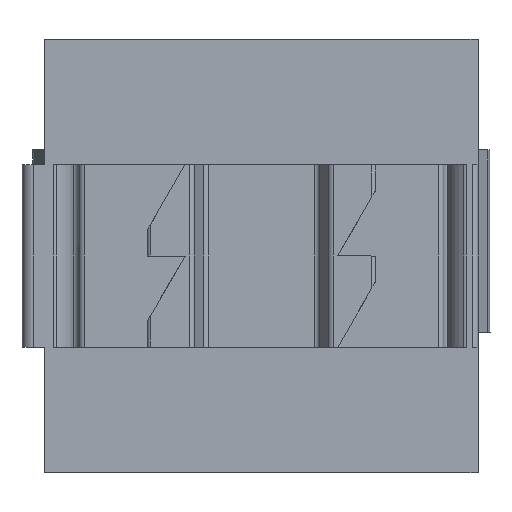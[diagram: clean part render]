
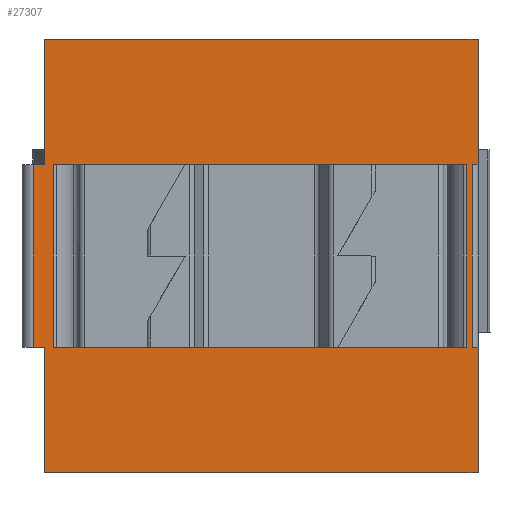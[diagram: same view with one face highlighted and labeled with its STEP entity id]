
A CAD part, front view. The second image highlights one B-rep face of the part: STEP entity #27307.
In plain terms, the highlighted planar face has unit normal (0, -1, 0).
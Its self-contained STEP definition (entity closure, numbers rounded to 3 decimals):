
#716=DIRECTION('',(0.,0.,-1.));
#717=VECTOR('',#716,11.);
#718=CARTESIAN_POINT('',(2.,0.,17.913));
#719=LINE('',#718,#717);
#915=DIRECTION('',(0.,0.,1.));
#916=VECTOR('',#915,11.);
#917=CARTESIAN_POINT('',(40.,0.,6.913));
#918=LINE('',#917,#916);
#939=DIRECTION('',(0.,0.,1.));
#940=VECTOR('',#939,11.);
#941=CARTESIAN_POINT('',(40.,0.,-20.087));
#942=LINE('',#941,#940);
#951=DIRECTION('',(0.,0.,1.));
#952=VECTOR('',#951,8.);
#953=CARTESIAN_POINT('',(39.5,0.,-9.087));
#954=LINE('',#953,#952);
#955=DIRECTION('',(0.,0.,1.));
#956=VECTOR('',#955,8.);
#957=CARTESIAN_POINT('',(39.5,0.,-1.087));
#958=LINE('',#957,#956);
#964=DIRECTION('',(1.,0.,0.));
#965=VECTOR('',#964,0.5);
#966=CARTESIAN_POINT('',(39.5,0.,6.913));
#967=LINE('',#966,#965);
#972=DIRECTION('',(1.,0.,0.));
#973=VECTOR('',#972,38.);
#974=CARTESIAN_POINT('',(2.,0.,17.913));
#975=LINE('',#974,#973);
#976=DIRECTION('',(-1.,0.,0.));
#977=VECTOR('',#976,38.);
#978=CARTESIAN_POINT('',(40.,0.,-20.087));
#979=LINE('',#978,#977);
#984=DIRECTION('',(-1.,0.,0.));
#985=VECTOR('',#984,1.);
#986=CARTESIAN_POINT('',(2.,0.,6.913));
#987=LINE('',#986,#985);
#1033=DIRECTION('',(0.,0.,-1.));
#1034=VECTOR('',#1033,8.);
#1035=CARTESIAN_POINT('',(1.,0.,
6.913));
#1036=LINE('',#1035,#1034);
#1037=DIRECTION('',(0.,0.,-1.));
#1038=VECTOR('',#1037,8.);
#1039=CARTESIAN_POINT('',(1.,0.,-1.087));
#1040=LINE('',#1039,#1038);
#1274=DIRECTION('',(0.,0.,-1.));
#1275=VECTOR('',#1274,11.);
#1276=CARTESIAN_POINT('',(2.,0.,
-9.087));
#1277=LINE('',#1276,#1275);
#1304=DIRECTION('',(1.,0.,0.));
#1305=VECTOR('',#1304,1.);
#1306=CARTESIAN_POINT('',(1.,0.,
-9.087));
#1307=LINE('',#1306,#1305);
#8368=DIRECTION('',(1.,0.,0.));
#8369=VECTOR('',#8368,36.233);
#8370=CARTESIAN_POINT('',(2.783,0.,
6.913));
#8371=LINE('',#8370,#8369);
#8750=DIRECTION('',(0.,0.,-1.));
#8751=VECTOR('',#8750,8.);
#8752=CARTESIAN_POINT('',(39.017,0.,
6.913));
#8753=LINE('',#8752,#8751);
#8754=DIRECTION('',(0.,0.,-1.));
#8755=VECTOR('',#8754,8.);
#8756=CARTESIAN_POINT('',(39.017,0.,-1.087));
#8757=LINE('',#8756,#8755);
#8826=DIRECTION('',(-1.,0.,0.));
#8827=VECTOR('',#8826,36.233);
#8828=CARTESIAN_POINT('',(39.017,0.,
-9.087));
#8829=LINE('',#8828,#8827);
#9140=DIRECTION('',(0.,0.,1.));
#9141=VECTOR('',#9140,8.);
#9142=CARTESIAN_POINT('',(2.783,0.,
-9.087));
#9143=LINE('',#9142,#9141);
#9144=DIRECTION('',(0.,0.,1.));
#9145=VECTOR('',#9144,8.);
#9146=CARTESIAN_POINT('',(2.783,0.,-1.087));
#9147=LINE('',#9146,#9145);
#9528=DIRECTION('',(-1.,0.,0.));
#9529=VECTOR('',#9528,0.5);
#9530=CARTESIAN_POINT('',(40.,0.,-9.087));
#9531=LINE('',#9530,#9529);
#22214=CARTESIAN_POINT('',(2.783,0.,6.913));
#22215=VERTEX_POINT('',#22214);
#22216=CARTESIAN_POINT('',(39.017,0.,
6.913));
#22217=VERTEX_POINT('',#22216);
#22267=CARTESIAN_POINT('',(39.5,0.,6.913));
#22269=VERTEX_POINT('',#22267);
#22270=CARTESIAN_POINT('',(40.,0.,6.913));
#22271=VERTEX_POINT('',#22270);
#22554=CARTESIAN_POINT('',(39.017,0.,-1.087));
#22555=VERTEX_POINT('',#22554);
#22556=CARTESIAN_POINT('',(39.017,0.,
-9.087));
#22557=VERTEX_POINT('',#22556);
#22558=CARTESIAN_POINT('',(2.,0.,
6.913));
#22559=CARTESIAN_POINT('',(1.,0.,
6.913));
#22560=VERTEX_POINT('',#22558);
#22561=VERTEX_POINT('',#22559);
#22562=CARTESIAN_POINT('',(2.,0.,
17.913));
#22563=VERTEX_POINT('',#22562);
#22564=CARTESIAN_POINT('',(40.,0.,17.913));
#22565=VERTEX_POINT('',#22564);
#22566=CARTESIAN_POINT('',(39.5,0.,-1.087));
#22567=VERTEX_POINT('',#22566);
#22568=CARTESIAN_POINT('',(39.5,0.,-9.087));
#22569=VERTEX_POINT('',#22568);
#22570=CARTESIAN_POINT('',(40.,0.,-9.087));
#22571=VERTEX_POINT('',#22570);
#22572=CARTESIAN_POINT('',(40.,0.,-20.087));
#22573=VERTEX_POINT('',#22572);
#22574=CARTESIAN_POINT('',(2.,0.,
-20.087));
#22575=VERTEX_POINT('',#22574);
#22576=CARTESIAN_POINT('',(2.,0.,
-9.087));
#22577=VERTEX_POINT('',#22576);
#22578=CARTESIAN_POINT('',(1.,0.,
-9.087));
#22579=VERTEX_POINT('',#22578);
#22580=CARTESIAN_POINT('',(1.,0.,-1.087));
#22581=VERTEX_POINT('',#22580);
#22582=CARTESIAN_POINT('',(2.783,0.,-1.087));
#22583=VERTEX_POINT('',#22582);
#22584=CARTESIAN_POINT('',(2.783,0.,
-9.087));
#22585=VERTEX_POINT('',#22584);
#27264=CARTESIAN_POINT('',(39.258,0.,-5.087));
#27265=DIRECTION('',(0.,1.,0.));
#27266=DIRECTION('',(1.,0.,0.));
#27267=AXIS2_PLACEMENT_3D('',#27264,#27265,#27266);
#27268=PLANE('',#27267);
#27270=ORIENTED_EDGE('',*,*,#27269,.F.);
#27271=ORIENTED_EDGE('',*,*,#26975,.F.);
#27273=ORIENTED_EDGE('',*,*,#27272,.T.);
#27274=ORIENTED_EDGE('',*,*,#27197,.F.);
#27275=ORIENTED_EDGE('',*,*,#27258,.F.);
#27276=ORIENTED_EDGE('',*,*,#27247,.F.);
#27277=ORIENTED_EDGE('',*,*,#27245,.F.);
#27279=ORIENTED_EDGE('',*,*,#27278,.F.);
#27280=ORIENTED_EDGE('',*,*,#27225,.F.);
#27282=ORIENTED_EDGE('',*,*,#27281,.T.);
#27284=ORIENTED_EDGE('',*,*,#27283,.F.);
#27286=ORIENTED_EDGE('',*,*,#27285,.F.);
#27288=ORIENTED_EDGE('',*,*,#27287,.F.);
#27290=ORIENTED_EDGE('',*,*,#27289,.F.);
#27291=EDGE_LOOP('',(#27270,#27271,#27273,#27274,#27275,#27276,#27277,#27279,
#27280,#27282,#27284,#27286,#27288,#27290));
#27292=FACE_OUTER_BOUND('',#27291,.F.);
#27294=ORIENTED_EDGE('',*,*,#27293,.F.);
#27296=ORIENTED_EDGE('',*,*,#27295,.F.);
#27298=ORIENTED_EDGE('',*,*,#27297,.F.);
#27300=ORIENTED_EDGE('',*,*,#27299,.F.);
#27302=ORIENTED_EDGE('',*,*,#27301,.F.);
#27304=ORIENTED_EDGE('',*,*,#27303,.F.);
#27305=EDGE_LOOP('',(#27294,#27296,#27298,#27300,#27302,#27304));
#27306=FACE_BOUND('',#27305,.F.);
#26975=EDGE_CURVE('',#22563,#22560,#719,.T.);
#27197=EDGE_CURVE('',#22271,#22565,#918,.T.);
#27225=EDGE_CURVE('',#22573,#22571,#942,.T.);
#27245=EDGE_CURVE('',#22569,#22567,#954,.T.);
#27247=EDGE_CURVE('',#22567,#22269,#958,.T.);
#27258=EDGE_CURVE('',#22269,#22271,#967,.T.);
#27269=EDGE_CURVE('',#22560,#22561,#987,.T.);
#27272=EDGE_CURVE('',#22563,#22565,#975,.T.);
#27278=EDGE_CURVE('',#22571,#22569,#9531,.T.);
#27281=EDGE_CURVE('',#22573,#22575,#979,.T.);
#27283=EDGE_CURVE('',#22577,#22575,#1277,.T.);
#27285=EDGE_CURVE('',#22579,#22577,#1307,.T.);
#27287=EDGE_CURVE('',#22581,#22579,#1040,.T.);
#27289=EDGE_CURVE('',#22561,#22581,#1036,.T.);
#27293=EDGE_CURVE('',#22217,#22555,#8753,.T.);
#27295=EDGE_CURVE('',#22215,#22217,#8371,.T.);
#27297=EDGE_CURVE('',#22583,#22215,#9147,.T.);
#27299=EDGE_CURVE('',#22585,#22583,#9143,.T.);
#27301=EDGE_CURVE('',#22557,#22585,#8829,.T.);
#27303=EDGE_CURVE('',#22555,#22557,#8757,.T.);
#27307=ADVANCED_FACE('',(#27292,#27306),#27268,.F.);
